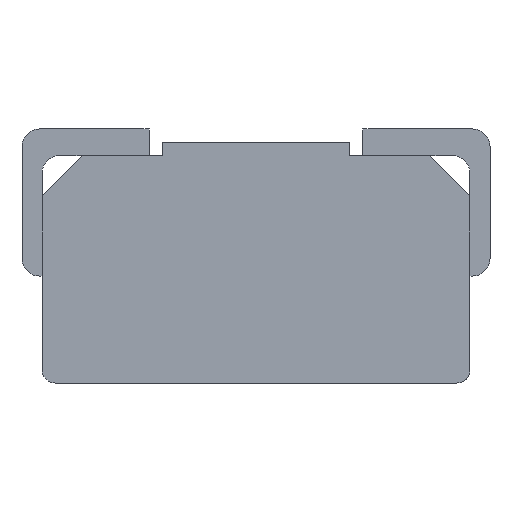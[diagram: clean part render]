
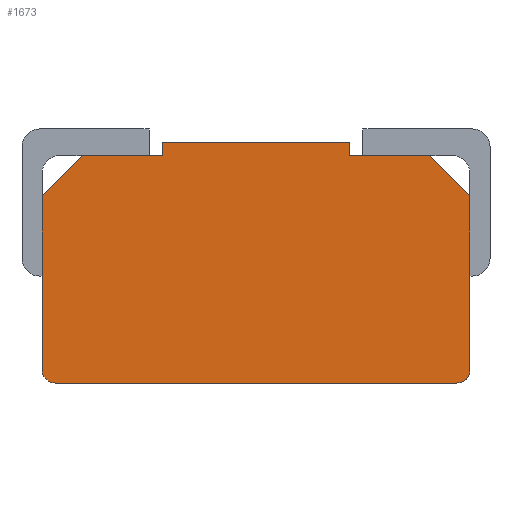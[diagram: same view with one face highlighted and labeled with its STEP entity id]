
A CAD part, left-side view. The second image highlights one B-rep face of the part: STEP entity #1673.
In plain terms, the highlighted planar face has unit normal (-1, 0, 0).
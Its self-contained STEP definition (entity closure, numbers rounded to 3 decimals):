
#18 = DIRECTION ( 'NONE',  ( 0., 0., 1. ) ) ;
#32 = LINE ( 'NONE', #2921, #528 ) ;
#39 = AXIS2_PLACEMENT_3D ( 'NONE', #309, #104, #2519 ) ;
#63 = ORIENTED_EDGE ( 'NONE', *, *, #2630, .F. ) ;
#80 = ORIENTED_EDGE ( 'NONE', *, *, #2937, .F. ) ;
#91 = CIRCLE ( 'NONE', #39, 0.1 ) ;
#104 = DIRECTION ( 'NONE',  ( 1., 0., 0. ) ) ;
#113 = EDGE_CURVE ( 'NONE', #2253, #1558, #2739, .T. ) ;
#239 = VECTOR ( 'NONE', #1854, 1000. ) ;
#243 = CARTESIAN_POINT ( 'NONE',  ( -1.4, -1.5, -1.9 ) ) ;
#309 = CARTESIAN_POINT ( 'NONE',  ( -1.4, 1.5, -1.8 ) ) ;
#344 = VERTEX_POINT ( 'NONE', #758 ) ;
#361 = VERTEX_POINT ( 'NONE', #2702 ) ;
#455 = ORIENTED_EDGE ( 'NONE', *, *, #1908, .F. ) ;
#516 = DIRECTION ( 'NONE',  ( 0., -1., 0. ) ) ;
#528 = VECTOR ( 'NONE', #735, 1000. ) ;
#542 = VECTOR ( 'NONE', #841, 1000. ) ;
#558 = CARTESIAN_POINT ( 'NONE',  ( -1.4, 0.7, -0.2 ) ) ;
#562 = LINE ( 'NONE', #2749, #1390 ) ;
#563 = ORIENTED_EDGE ( 'NONE', *, *, #113, .F. ) ;
#576 = VECTOR ( 'NONE', #2956, 1000. ) ;
#638 = LINE ( 'NONE', #2294, #239 ) ;
#644 = LINE ( 'NONE', #1571, #1750 ) ;
#712 = CARTESIAN_POINT ( 'NONE',  ( -1.4, -1.3, -0.2 ) ) ;
#735 = DIRECTION ( 'NONE',  ( 0., -1., 0. ) ) ;
#740 = PLANE ( 'NONE',  #1332 ) ;
#758 = CARTESIAN_POINT ( 'NONE',  ( -1.4, -0.7, -0.2 ) ) ;
#809 = ORIENTED_EDGE ( 'NONE', *, *, #1791, .F. ) ;
#829 = DIRECTION ( 'NONE',  ( 0., -0.707, -0.707 ) ) ;
#834 = DIRECTION ( 'NONE',  ( 0., 0., 1. ) ) ;
#841 = DIRECTION ( 'NONE',  ( 0., -0.707, 0.707 ) ) ;
#981 = CARTESIAN_POINT ( 'NONE',  ( -1.4, 1.6, -1.8 ) ) ;
#989 = CARTESIAN_POINT ( 'NONE',  ( -1.4, 1.5, -1.8 ) ) ;
#1027 = CARTESIAN_POINT ( 'NONE',  ( -1.4, -1.5, -1.8 ) ) ;
#1156 = VERTEX_POINT ( 'NONE', #2287 ) ;
#1191 = DIRECTION ( 'NONE',  ( 0., 0., 1. ) ) ;
#1194 = VERTEX_POINT ( 'NONE', #3059 ) ;
#1229 = ORIENTED_EDGE ( 'NONE', *, *, #3088, .F. ) ;
#1246 = CARTESIAN_POINT ( 'NONE',  ( -1.4, -1.3, -0.2 ) ) ;
#1285 = EDGE_CURVE ( 'NONE', #1194, #344, #2008, .T. ) ;
#1322 = FACE_OUTER_BOUND ( 'NONE', #2577, .T. ) ;
#1328 = VECTOR ( 'NONE', #834, 1000. ) ;
#1332 = AXIS2_PLACEMENT_3D ( 'NONE', #989, #1688, #18 ) ;
#1390 = VECTOR ( 'NONE', #1726, 1000. ) ;
#1396 = DIRECTION ( 'NONE',  ( 0., 1., 0. ) ) ;
#1409 = VERTEX_POINT ( 'NONE', #3080 ) ;
#1447 = CARTESIAN_POINT ( 'NONE',  ( -1.4, 0.7, -0.1 ) ) ;
#1542 = VECTOR ( 'NONE', #516, 1000. ) ;
#1558 = VERTEX_POINT ( 'NONE', #2901 ) ;
#1568 = VERTEX_POINT ( 'NONE', #712 ) ;
#1571 = CARTESIAN_POINT ( 'NONE',  ( -1.4, 1.5, -1.9 ) ) ;
#1629 = ORIENTED_EDGE ( 'NONE', *, *, #2909, .F. ) ;
#1637 = CIRCLE ( 'NONE', #2549, 0.1 ) ;
#1673 = ADVANCED_FACE ( 'NONE', ( #1322 ), #740, .T. ) ;
#1688 = DIRECTION ( 'NONE',  ( -1., 0., 0. ) ) ;
#1716 = CARTESIAN_POINT ( 'NONE',  ( -1.4, 0.7, -0.2 ) ) ;
#1726 = DIRECTION ( 'NONE',  ( 0., 0., -1. ) ) ;
#1750 = VECTOR ( 'NONE', #1396, 1000. ) ;
#1788 = CARTESIAN_POINT ( 'NONE',  ( -1.4, -1.6, -1.8 ) ) ;
#1791 = EDGE_CURVE ( 'NONE', #2307, #2107, #1637, .T. ) ;
#1801 = DIRECTION ( 'NONE',  ( 0., 0., -1. ) ) ;
#1814 = ORIENTED_EDGE ( 'NONE', *, *, #2818, .F. ) ;
#1842 = CARTESIAN_POINT ( 'NONE',  ( -1.4, 0.7, -0.1 ) ) ;
#1854 = DIRECTION ( 'NONE',  ( 0., -1., 0. ) ) ;
#1908 = EDGE_CURVE ( 'NONE', #344, #1568, #32, .T. ) ;
#1920 = LINE ( 'NONE', #1716, #1542 ) ;
#2002 = DIRECTION ( 'NONE',  ( 1., 0., 0. ) ) ;
#2008 = LINE ( 'NONE', #2042, #576 ) ;
#2025 = ORIENTED_EDGE ( 'NONE', *, *, #2455, .F. ) ;
#2029 = CARTESIAN_POINT ( 'NONE',  ( -1.4, 1.6, -0.5 ) ) ;
#2042 = CARTESIAN_POINT ( 'NONE',  ( -1.4, -0.7, -0.1 ) ) ;
#2107 = VERTEX_POINT ( 'NONE', #243 ) ;
#2116 = EDGE_CURVE ( 'NONE', #2393, #2616, #2176, .T. ) ;
#2176 = LINE ( 'NONE', #1447, #2398 ) ;
#2193 = VECTOR ( 'NONE', #829, 1000. ) ;
#2253 = VERTEX_POINT ( 'NONE', #981 ) ;
#2287 = CARTESIAN_POINT ( 'NONE',  ( -1.4, 1.5, -1.9 ) ) ;
#2294 = CARTESIAN_POINT ( 'NONE',  ( -1.4, -0.7, -0.1 ) ) ;
#2307 = VERTEX_POINT ( 'NONE', #1788 ) ;
#2393 = VERTEX_POINT ( 'NONE', #558 ) ;
#2398 = VECTOR ( 'NONE', #1191, 1000. ) ;
#2434 = ORIENTED_EDGE ( 'NONE', *, *, #1285, .F. ) ;
#2455 = EDGE_CURVE ( 'NONE', #1568, #361, #2471, .T. ) ;
#2471 = LINE ( 'NONE', #1246, #2193 ) ;
#2519 = DIRECTION ( 'NONE',  ( 0., 0., 1. ) ) ;
#2549 = AXIS2_PLACEMENT_3D ( 'NONE', #1027, #2002, #1801 ) ;
#2572 = LINE ( 'NONE', #3034, #542 ) ;
#2577 = EDGE_LOOP ( 'NONE', ( #2842, #1229, #1629, #563, #2863, #63, #809, #1814, #2025, #455, #2434, #80 ) ) ;
#2616 = VERTEX_POINT ( 'NONE', #1842 ) ;
#2630 = EDGE_CURVE ( 'NONE', #2107, #1156, #644, .T. ) ;
#2702 = CARTESIAN_POINT ( 'NONE',  ( -1.4, -1.6, -0.5 ) ) ;
#2739 = LINE ( 'NONE', #2029, #1328 ) ;
#2749 = CARTESIAN_POINT ( 'NONE',  ( -1.4, -1.6, -0.5 ) ) ;
#2818 = EDGE_CURVE ( 'NONE', #361, #2307, #562, .T. ) ;
#2837 = EDGE_CURVE ( 'NONE', #1156, #2253, #91, .T. ) ;
#2842 = ORIENTED_EDGE ( 'NONE', *, *, #2116, .F. ) ;
#2863 = ORIENTED_EDGE ( 'NONE', *, *, #2837, .F. ) ;
#2901 = CARTESIAN_POINT ( 'NONE',  ( -1.4, 1.6, -0.5 ) ) ;
#2909 = EDGE_CURVE ( 'NONE', #1558, #1409, #2572, .T. ) ;
#2921 = CARTESIAN_POINT ( 'NONE',  ( -1.4, -0.7, -0.2 ) ) ;
#2937 = EDGE_CURVE ( 'NONE', #2616, #1194, #638, .T. ) ;
#2956 = DIRECTION ( 'NONE',  ( 0., 0., -1. ) ) ;
#3034 = CARTESIAN_POINT ( 'NONE',  ( -1.4, 1.3, -0.2 ) ) ;
#3059 = CARTESIAN_POINT ( 'NONE',  ( -1.4, -0.7, -0.1 ) ) ;
#3080 = CARTESIAN_POINT ( 'NONE',  ( -1.4, 1.3, -0.2 ) ) ;
#3088 = EDGE_CURVE ( 'NONE', #1409, #2393, #1920, .T. ) ;
